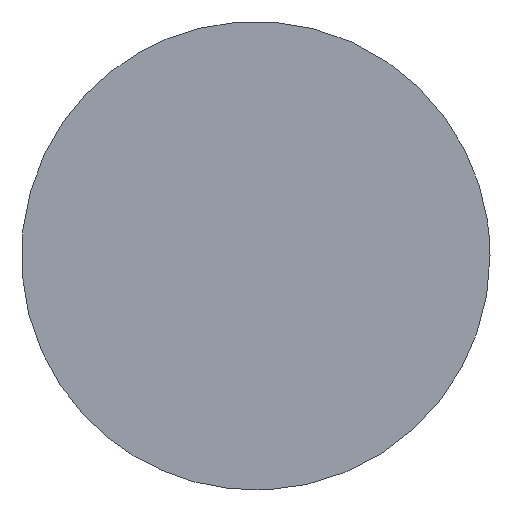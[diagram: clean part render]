
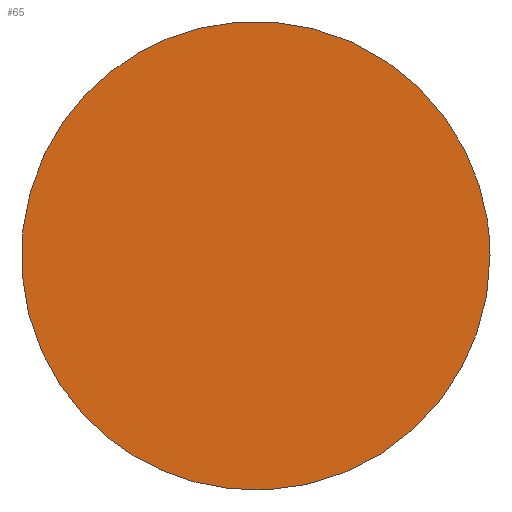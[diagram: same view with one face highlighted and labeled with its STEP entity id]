
A CAD part, front view. The second image highlights one B-rep face of the part: STEP entity #65.
In plain terms, the highlighted free-form (B-spline) face has degree [1, 1] with [2, 2] control points.
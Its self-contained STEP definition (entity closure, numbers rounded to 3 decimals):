
#21 = EDGE_CURVE('',#22,#22,#24,.T.);
#22 = VERTEX_POINT('',#23);
#23 = CARTESIAN_POINT('',(31.611,0.,0.));
#24 = ( BOUNDED_CURVE() B_SPLINE_CURVE(2,(#25,#26,#27,#28,#29,#30,#31),
.UNSPECIFIED.,.T.,.F.) B_SPLINE_CURVE_WITH_KNOTS((1,2,2,2,2,1),(
    -2.094,0.,2.094,4.189,6.283,
8.378),.UNSPECIFIED.) CURVE() GEOMETRIC_REPRESENTATION_ITEM() 
RATIONAL_B_SPLINE_CURVE((1.,0.5,1.,0.5,1.,0.5,1.)) REPRESENTATION_ITEM(
  '') );
#25 = CARTESIAN_POINT('',(31.611,0.,0.));
#26 = CARTESIAN_POINT('',(31.611,0.,-54.752));
#27 = CARTESIAN_POINT('',(-15.805,0.,-27.376));
#28 = CARTESIAN_POINT('',(-63.222,0.,0.));
#29 = CARTESIAN_POINT('',(-15.805,0.,27.376));
#30 = CARTESIAN_POINT('',(31.611,0.,54.752));
#31 = CARTESIAN_POINT('',(31.611,0.,0.));
#65 = ADVANCED_FACE('',(#66),#69,.F.);
#66 = FACE_BOUND('',#67,.T.);
#67 = EDGE_LOOP('',(#68));
#68 = ORIENTED_EDGE('',*,*,#21,.F.);
#69 = B_SPLINE_SURFACE_WITH_KNOTS('',1,1,(
    (#70,#71)
    ,(#72,#73
    )),.UNSPECIFIED.,.F.,.F.,.F.,(2,2),(2,2),(-35.,35.),(-35.,35.),
  .PIECEWISE_BEZIER_KNOTS.);
#70 = CARTESIAN_POINT('',(-31.611,0.,-31.611));
#71 = CARTESIAN_POINT('',(31.611,0.,-31.611));
#72 = CARTESIAN_POINT('',(-31.611,0.,31.611));
#73 = CARTESIAN_POINT('',(31.611,0.,31.611));
